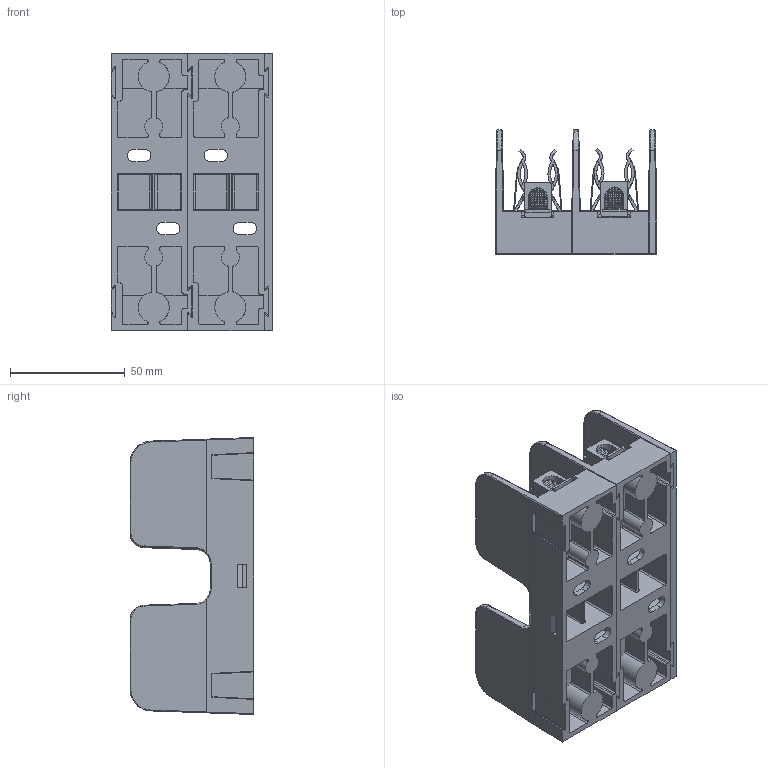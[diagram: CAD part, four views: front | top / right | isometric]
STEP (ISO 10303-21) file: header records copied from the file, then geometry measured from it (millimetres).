
FILE_DESCRIPTION (( 'STEP AP203' ), '1' );
FILE_NAME ('05C0257.STEP', '2012-09-28T17:05:06', ( 'Mersen Associate' ), ( 'Mersen ' ), 'SwSTEP 2.0', 'SolidWorks 2011', '' );
FILE_SCHEMA (( 'CONFIG_CONTROL_DESIGN' ));
Length unit declared in the file: inch
Products named in the file (9): 310170; C08970; U00015; F08936_90272A147; U09365; 05C0257; U09364; 12B0002_C08922P; C08930
Assembly tree (15 placements, depth 3):
  05C0257
    U00015  x4
      12B0002_C08922P
      C08970
      C08930
      310170
    F08936_90272A147  x4
    U09364  x2
    U09365
Bounding box: 70.33 x 53.98 x 120.65 mm (x, y, z)
Volume: 115978.8 mm3; surface area: 104531.2 mm2
Topology: 23 solids, 23 shells, 2211 faces, 5986 edges, 3804 vertices
Faces by surface type: plane 913, cylinder 878, cone 268, torus 72, bspline 56, sphere 24
Entity records: 28033 total; most frequent: CARTESIAN_POINT 7781, ORIENTED_EDGE 4222, DIRECTION 3865, EDGE_CURVE 2111, VERTEX_POINT 1350, AXIS2_PLACEMENT_3D 1327, VECTOR 1211, LINE 1211
